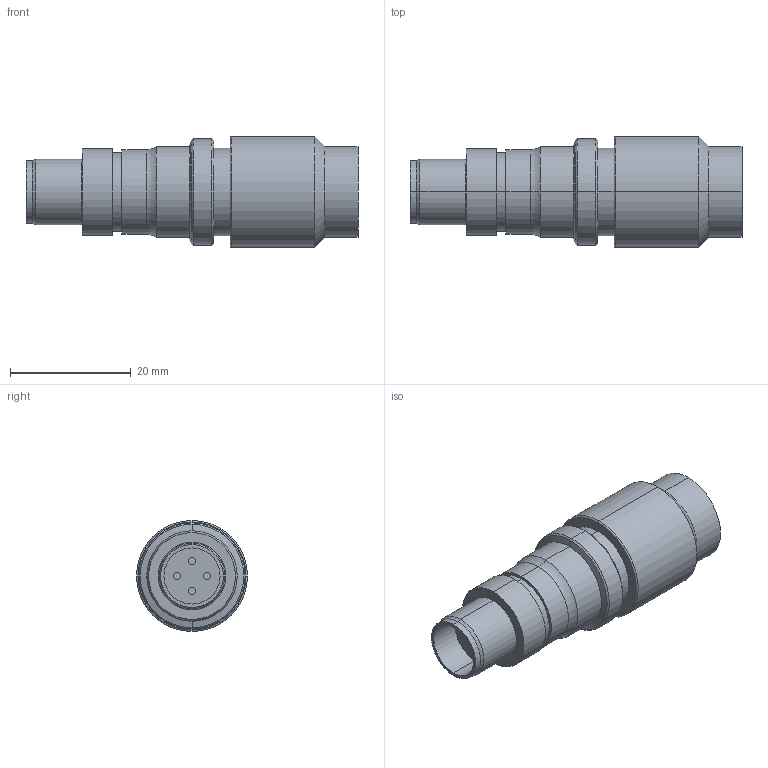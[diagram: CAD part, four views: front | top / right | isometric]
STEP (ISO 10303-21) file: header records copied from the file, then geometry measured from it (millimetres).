
FILE_DESCRIPTION (( 'STEP AP214' ), '1' );
FILE_NAME ('PCA-1557756.STEP', '2017-04-26T05:43:53', ( 'SONIC' ), ( 'UNITCOM PC' ), 'SwSTEP 2.0', 'SolidWorks 2015', '' );
FILE_SCHEMA (( 'AUTOMOTIVE_DESIGN' ));
Length unit declared in the file: millimetre
Products named in the file (1): PCA-1557756
Bounding box: 55 x 18.4 x 18.4 mm (x, y, z)
Volume: 9862.6 mm3; surface area: 3476 mm2
Topology: 1 solids, 1 shells, 58 faces, 114 edges, 68 vertices
Faces by surface type: cylinder 30, cone 12, plane 12, torus 4
Entity records: 1532 total; most frequent: DIRECTION 304, CARTESIAN_POINT 241, ORIENTED_EDGE 228, AXIS2_PLACEMENT_3D 131, EDGE_CURVE 114, CIRCLE 72, EDGE_LOOP 68, VERTEX_POINT 68
